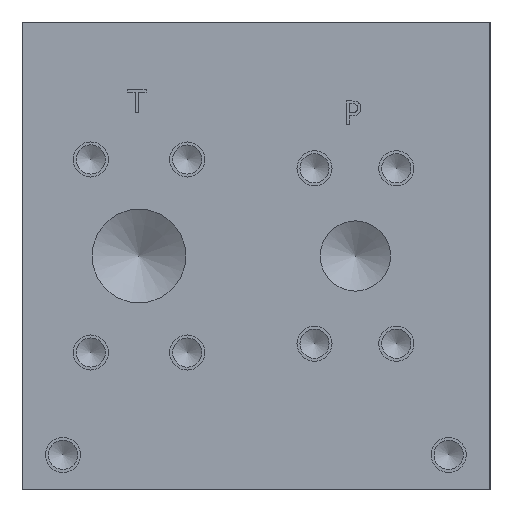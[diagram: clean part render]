
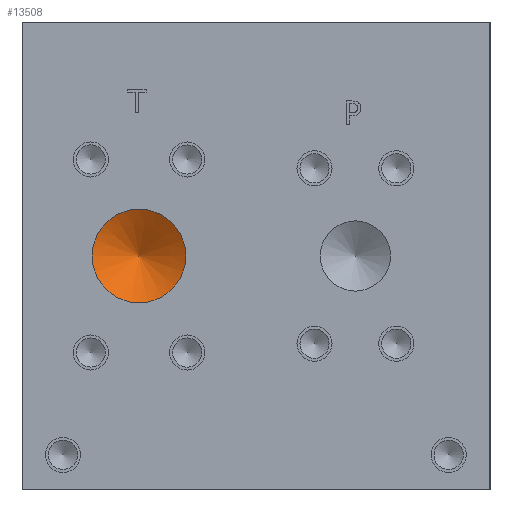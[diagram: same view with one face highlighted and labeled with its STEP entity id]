
A CAD part, left-side view. The second image highlights one B-rep face of the part: STEP entity #13508.
In plain terms, the highlighted conical face has half-angle 60 degrees and reference radius 6.35 mm.
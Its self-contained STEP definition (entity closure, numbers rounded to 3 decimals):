
#130=CONICAL_SURFACE('',#14206,6.35,1.047);
#303=CIRCLE('',#14207,12.7);
#304=CIRCLE('',#14208,12.7);
#1650=FACE_OUTER_BOUND('',#2453,.T.);
#2453=EDGE_LOOP('',(#11140,#11141,#11142,#11143));
#3775=LINE('',#22561,#4991);
#4991=VECTOR('',#16707,6.35);
#6147=VERTEX_POINT('',#22557);
#6148=VERTEX_POINT('',#22558);
#6149=VERTEX_POINT('',#22560);
#7927=EDGE_CURVE('',#6147,#6148,#303,.T.);
#7928=EDGE_CURVE('',#6148,#6149,#3775,.T.);
#7929=EDGE_CURVE('',#6148,#6147,#304,.T.);
#11140=ORIENTED_EDGE('',*,*,#7927,.T.);
#11141=ORIENTED_EDGE('',*,*,#7928,.T.);
#11142=ORIENTED_EDGE('',*,*,#7928,.F.);
#11143=ORIENTED_EDGE('',*,*,#7929,.T.);
#13508=ADVANCED_FACE('',(#1650),#130,.F.);
#14206=AXIS2_PLACEMENT_3D('',#22556,#16703,#16704);
#14207=AXIS2_PLACEMENT_3D('',#22559,#16705,#16706);
#14208=AXIS2_PLACEMENT_3D('',#22562,#16708,#16709);
#16703=DIRECTION('center_axis',(-1.,0.,0.));
#16704=DIRECTION('ref_axis',(0.,1.,0.));
#16705=DIRECTION('center_axis',(-1.,0.,0.));
#16706=DIRECTION('ref_axis',(0.,1.,0.));
#16707=DIRECTION('',(0.5,0.866,0.));
#16708=DIRECTION('center_axis',(-1.,0.,0.));
#16709=DIRECTION('ref_axis',(0.,1.,0.));
#22556=CARTESIAN_POINT('Origin',(10.999,95.25,63.5));
#22557=CARTESIAN_POINT('',(7.332,107.95,63.5));
#22558=CARTESIAN_POINT('',(7.332,82.55,63.5));
#22559=CARTESIAN_POINT('Origin',(7.332,95.25,63.5));
#22560=CARTESIAN_POINT('',(14.665,95.25,63.5));
#22561=CARTESIAN_POINT('',(10.999,88.9,63.5));
#22562=CARTESIAN_POINT('Origin',(7.332,95.25,63.5));
